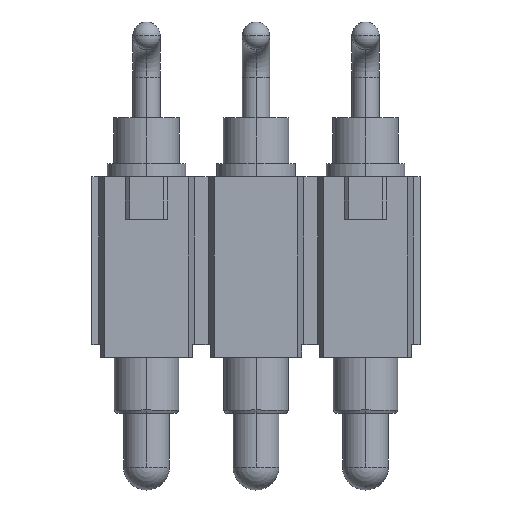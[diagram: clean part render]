
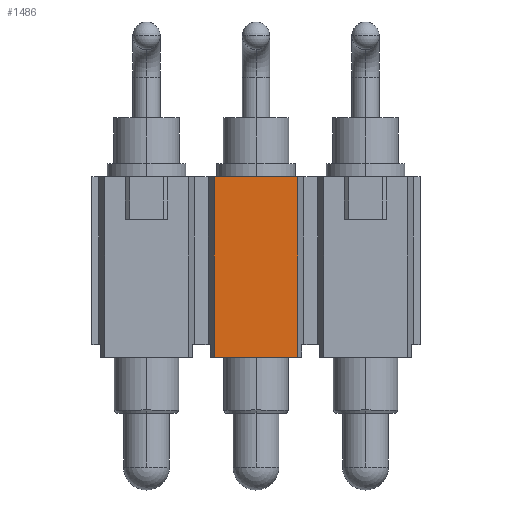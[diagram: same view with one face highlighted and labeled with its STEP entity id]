
A CAD part, top view. The second image highlights one B-rep face of the part: STEP entity #1486.
In plain terms, the highlighted planar face has unit normal (0, 0, 1).
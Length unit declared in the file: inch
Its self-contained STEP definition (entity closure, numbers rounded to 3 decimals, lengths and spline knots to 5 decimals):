
#24 = ORIENTED_EDGE ( 'NONE', *, *, #183, .F. ) ;
#78 = ORIENTED_EDGE ( 'NONE', *, *, #1861, .T. ) ;
#95 = CARTESIAN_POINT ( 'NONE',  ( 0.17594, -0.276, 0. ) ) ;
#115 = PLANE ( 'NONE',  #3161 ) ;
#183 = EDGE_CURVE ( 'NONE', #292, #765, #1981, .T. ) ;
#187 = VECTOR ( 'NONE', #1777, 39.37008 ) ;
#292 = VERTEX_POINT ( 'NONE', #1368 ) ;
#351 = FACE_OUTER_BOUND ( 'NONE', #1499, .T. ) ;
#367 = CARTESIAN_POINT ( 'NONE',  ( 0., -0.165, 0. ) ) ;
#591 = LINE ( 'NONE', #367, #2646 ) ;
#615 = CARTESIAN_POINT ( 'NONE',  ( 0.1, -0.165, 0. ) ) ;
#621 = CARTESIAN_POINT ( 'NONE',  ( 0.17594, 0., 0. ) ) ;
#765 = VERTEX_POINT ( 'NONE', #621 ) ;
#782 = CARTESIAN_POINT ( 'NONE',  ( 0., 0., 0. ) ) ;
#788 = LINE ( 'NONE', #95, #187 ) ;
#820 = DIRECTION ( 'NONE',  ( 0., 0., 1. ) ) ;
#1124 = VERTEX_POINT ( 'NONE', #615 ) ;
#1282 = CARTESIAN_POINT ( 'NONE',  ( 0.17594, -0.165, 0. ) ) ;
#1368 = CARTESIAN_POINT ( 'NONE',  ( 0.1, 0., 0. ) ) ;
#1486 = ADVANCED_FACE ( 'NONE', ( #351 ), #115, .T. ) ;
#1499 = EDGE_LOOP ( 'NONE', ( #2826, #24, #3103, #78 ) ) ;
#1532 = DIRECTION ( 'NONE',  ( 1., 0., 0. ) ) ;
#1776 = DIRECTION ( 'NONE',  ( 1., 0., 0. ) ) ;
#1777 = DIRECTION ( 'NONE',  ( 0., 1., 0. ) ) ;
#1861 = EDGE_CURVE ( 'NONE', #1124, #2186, #591, .T. ) ;
#1981 = LINE ( 'NONE', #782, #2697 ) ;
#2186 = VERTEX_POINT ( 'NONE', #1282 ) ;
#2233 = EDGE_CURVE ( 'NONE', #1124, #292, #3056, .T. ) ;
#2539 = DIRECTION ( 'NONE',  ( 0., 1., 0. ) ) ;
#2592 = VECTOR ( 'NONE', #2539, 39.37008 ) ;
#2646 = VECTOR ( 'NONE', #2764, 39.37008 ) ;
#2697 = VECTOR ( 'NONE', #1532, 39.37008 ) ;
#2764 = DIRECTION ( 'NONE',  ( 1., 0., 0. ) ) ;
#2782 = CARTESIAN_POINT ( 'NONE',  ( 0., -0.165, 0. ) ) ;
#2826 = ORIENTED_EDGE ( 'NONE', *, *, #3106, .T. ) ;
#2990 = CARTESIAN_POINT ( 'NONE',  ( 0.1, -0.276, 0. ) ) ;
#3056 = LINE ( 'NONE', #2990, #2592 ) ;
#3103 = ORIENTED_EDGE ( 'NONE', *, *, #2233, .F. ) ;
#3106 = EDGE_CURVE ( 'NONE', #2186, #765, #788, .T. ) ;
#3161 = AXIS2_PLACEMENT_3D ( 'NONE', #2782, #820, #1776 ) ;
